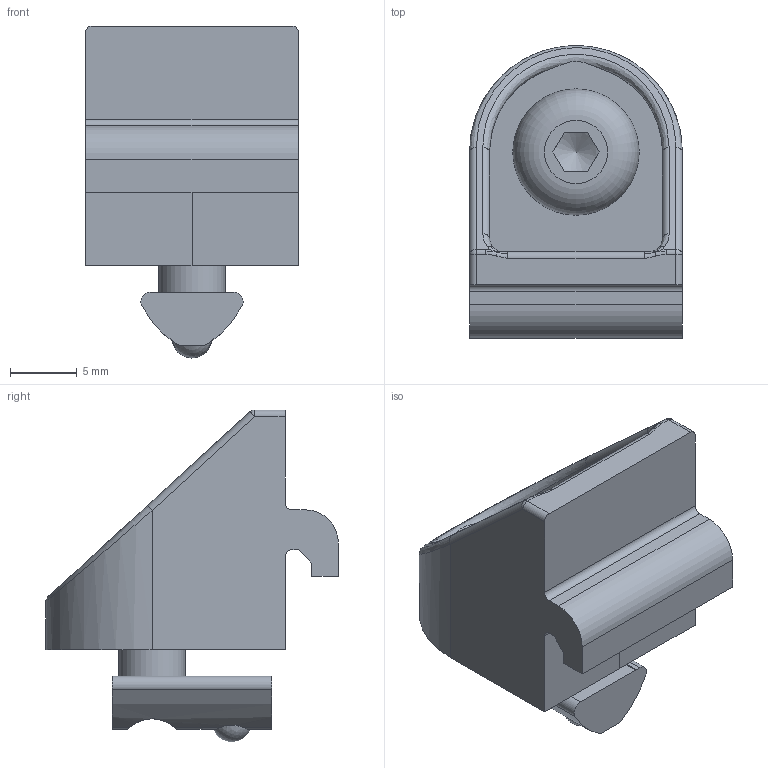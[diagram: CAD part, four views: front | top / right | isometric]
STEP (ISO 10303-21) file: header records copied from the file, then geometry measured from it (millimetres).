
FILE_DESCRIPTION(/* description */ ('KriTec_Klemmwinkel_5'),/* implementation_level */ '2;1');
FILE_NAME(/* name */ '13458_KriTec_Klemmwinkel_5_satz.stp',/* time_stamp */ '2020-01-07T11:28:03+01:00',/* author */ ('Nell'),/* organization */ (''),/* preprocessor_version */ 'ST-DEVELOPER v17',/* originating_system */ 'Autodesk Inventor 2018',/* authorisation */ '');
FILE_SCHEMA (('AUTOMOTIVE_DESIGN { 1 0 10303 214 3 1 1 }'));
Length unit declared in the file: millimetre
Products named in the file (4): 13458; 13458_KriTec_Klemmwinkel_5; 11011; ISO 7380-1 - M5 x 8
Assembly tree (3 placements, depth 2):
  13458
    13458_KriTec_Klemmwinkel_5
    11011
    ISO 7380-1 - M5 x 8
Bounding box: 16 x 22 x 24.95 mm (x, y, z)
Volume: 2644.7 mm3; surface area: 2535.8 mm2
Topology: 3 solids, 4 shells, 96 faces, 251 edges, 163 vertices
Faces by surface type: plane 36, cylinder 36, bspline 16, sphere 4, torus 2, cone 2
Full cylindrical faces by diameter (mm): 4.134 x1, 5 x1, 6.3 x1, 9.5 x1
Entity records: 5087 total; most frequent: CARTESIAN_POINT 2621, ORIENTED_EDGE 500, DIRECTION 469, EDGE_CURVE 250, AXIS2_PLACEMENT_3D 180, VERTEX_POINT 163, LINE 109, VECTOR 109
